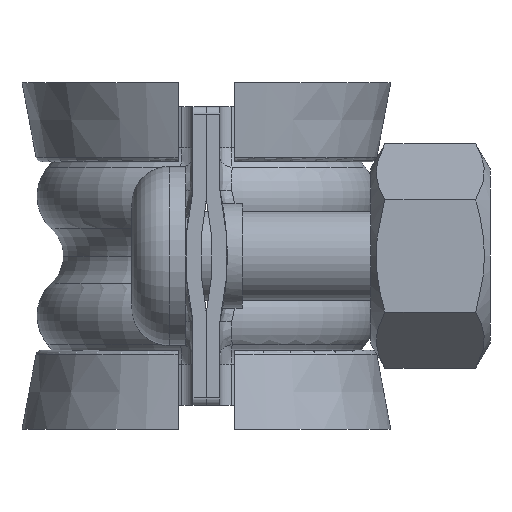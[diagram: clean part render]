
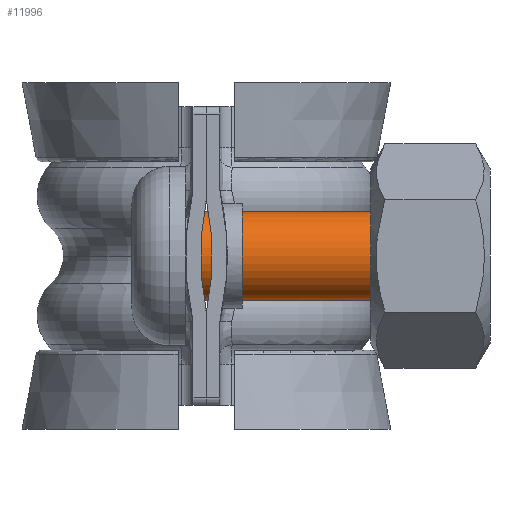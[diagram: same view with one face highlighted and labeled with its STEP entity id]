
A CAD part, left-side view. The second image highlights one B-rep face of the part: STEP entity #11996.
In plain terms, the highlighted cylindrical face has radius 3 mm (diameter 6 mm), a partial arc.
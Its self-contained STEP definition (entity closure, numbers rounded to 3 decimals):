
#304 = CARTESIAN_POINT ( 'NONE',  ( -20.5, 1.139, -3. ) ) ;
#340 = FACE_OUTER_BOUND ( 'NONE', #4394, .T. ) ;
#441 = DIRECTION ( 'NONE',  ( 0., 1., 0. ) ) ;
#1015 = ORIENTED_EDGE ( 'NONE', *, *, #8759, .T. ) ;
#1263 = EDGE_CURVE ( 'NONE', #10521, #9941, #7817, .T. ) ;
#1800 = CARTESIAN_POINT ( 'NONE',  ( -20.5, -11.011, -3. ) ) ;
#2045 = CARTESIAN_POINT ( 'NONE',  ( -20.5, 1.139, 0. ) ) ;
#2891 = AXIS2_PLACEMENT_3D ( 'NONE', #8101, #10391, #9423 ) ;
#3604 = CARTESIAN_POINT ( 'NONE',  ( -20.5, 4.989, -3. ) ) ;
#4394 = EDGE_LOOP ( 'NONE', ( #10123, #10346, #1015, #4919 ) ) ;
#4616 = CIRCLE ( 'NONE', #10261, 3. ) ;
#4797 = DIRECTION ( 'NONE',  ( 0., 0., 1. ) ) ;
#4916 = LINE ( 'NONE', #3604, #13783 ) ;
#4919 = ORIENTED_EDGE ( 'NONE', *, *, #7958, .F. ) ;
#5835 = CYLINDRICAL_SURFACE ( 'NONE', #6895, 3. ) ;
#6509 = DIRECTION ( 'NONE',  ( 0., 1., 0. ) ) ;
#6857 = DIRECTION ( 'NONE',  ( 0., 1., 0. ) ) ;
#6895 = AXIS2_PLACEMENT_3D ( 'NONE', #11362, #6857, #4797 ) ;
#7696 = VERTEX_POINT ( 'NONE', #8132 ) ;
#7817 = CIRCLE ( 'NONE', #2891, 3. ) ;
#7958 = EDGE_CURVE ( 'NONE', #11817, #7696, #4616, .T. ) ;
#8101 = CARTESIAN_POINT ( 'NONE',  ( -20.5, -11.011, 0. ) ) ;
#8132 = CARTESIAN_POINT ( 'NONE',  ( -20.5, 1.139, 3. ) ) ;
#8338 = EDGE_CURVE ( 'NONE', #10521, #11817, #4916, .T. ) ;
#8759 = EDGE_CURVE ( 'NONE', #9941, #7696, #10499, .T. ) ;
#9423 = DIRECTION ( 'NONE',  ( 0., 0., 1. ) ) ;
#9941 = VERTEX_POINT ( 'NONE', #10782 ) ;
#10123 = ORIENTED_EDGE ( 'NONE', *, *, #8338, .F. ) ;
#10261 = AXIS2_PLACEMENT_3D ( 'NONE', #2045, #6509, #10531 ) ;
#10346 = ORIENTED_EDGE ( 'NONE', *, *, #1263, .T. ) ;
#10391 = DIRECTION ( 'NONE',  ( 0., 1., 0. ) ) ;
#10499 = LINE ( 'NONE', #11598, #12848 ) ;
#10521 = VERTEX_POINT ( 'NONE', #1800 ) ;
#10531 = DIRECTION ( 'NONE',  ( 0., 0., 1. ) ) ;
#10782 = CARTESIAN_POINT ( 'NONE',  ( -20.5, -11.011, 3. ) ) ;
#11362 = CARTESIAN_POINT ( 'NONE',  ( -20.5, 4.989, 0. ) ) ;
#11598 = CARTESIAN_POINT ( 'NONE',  ( -20.5, 4.989, 3. ) ) ;
#11817 = VERTEX_POINT ( 'NONE', #304 ) ;
#11996 = ADVANCED_FACE ( 'NONE', ( #340 ), #5835, .T. ) ;
#12848 = VECTOR ( 'NONE', #441, 1000. ) ;
#13783 = VECTOR ( 'NONE', #13884, 1000. ) ;
#13884 = DIRECTION ( 'NONE',  ( 0., 1., 0. ) ) ;
